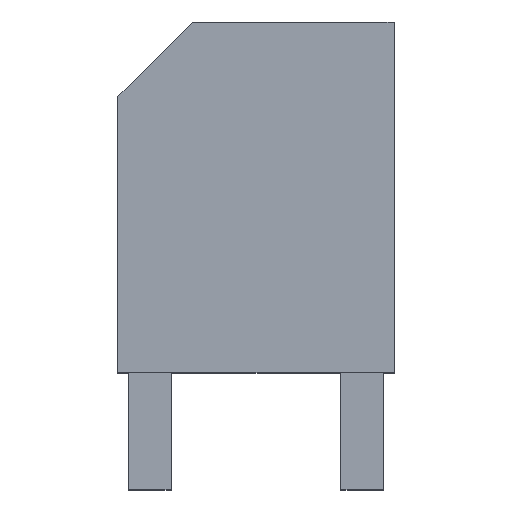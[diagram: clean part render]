
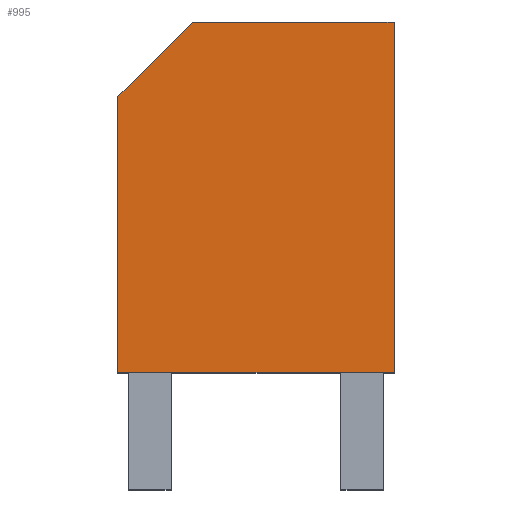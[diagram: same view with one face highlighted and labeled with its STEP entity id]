
A CAD part, top view. The second image highlights one B-rep face of the part: STEP entity #995.
In plain terms, the highlighted planar face has unit normal (0, 0, 1).
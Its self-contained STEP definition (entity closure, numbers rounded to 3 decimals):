
#88 = CARTESIAN_POINT ( 'NONE',  ( 2.6, 3.3, 0.012 ) ) ;
#95 = DIRECTION ( 'NONE',  ( 1., 0., 0. ) ) ;
#125 = CARTESIAN_POINT ( 'NONE',  ( 0., 3.3, 0.012 ) ) ;
#205 = ORIENTED_EDGE ( 'NONE', *, *, #1177, .F. ) ;
#243 = VERTEX_POINT ( 'NONE', #1453 ) ;
#276 = EDGE_LOOP ( 'NONE', ( #1038, #1238, #205, #1014, #375 ) ) ;
#295 = CARTESIAN_POINT ( 'NONE',  ( 2.6, 0., 0.012 ) ) ;
#305 = VECTOR ( 'NONE', #1090, 1000. ) ;
#317 = VERTEX_POINT ( 'NONE', #295 ) ;
#375 = ORIENTED_EDGE ( 'NONE', *, *, #726, .T. ) ;
#412 = DIRECTION ( 'NONE',  ( 1., 0., 0. ) ) ;
#449 = VECTOR ( 'NONE', #412, 1000. ) ;
#457 = CARTESIAN_POINT ( 'NONE',  ( 2.6, 3.3, 0.012 ) ) ;
#520 = EDGE_CURVE ( 'NONE', #1208, #317, #884, .T. ) ;
#567 = VERTEX_POINT ( 'NONE', #636 ) ;
#603 = DIRECTION ( 'NONE',  ( 0., -1., 0. ) ) ;
#608 = CARTESIAN_POINT ( 'NONE',  ( 0., 2.6, 0.012 ) ) ;
#636 = CARTESIAN_POINT ( 'NONE',  ( 0., 2.6, 0.012 ) ) ;
#661 = CARTESIAN_POINT ( 'NONE',  ( 0., 0., 0.012 ) ) ;
#726 = EDGE_CURVE ( 'NONE', #567, #1208, #827, .T. ) ;
#759 = EDGE_CURVE ( 'NONE', #567, #1517, #1200, .T. ) ;
#798 = VECTOR ( 'NONE', #95, 1000. ) ;
#805 = DIRECTION ( 'NONE',  ( 0., 0., -1. ) ) ;
#819 = AXIS2_PLACEMENT_3D ( 'NONE', #88, #805, #1037 ) ;
#827 = LINE ( 'NONE', #125, #1067 ) ;
#884 = LINE ( 'NONE', #1162, #798 ) ;
#995 = ADVANCED_FACE ( 'NONE', ( #1156 ), #1400, .F. ) ;
#1005 = LINE ( 'NONE', #1481, #449 ) ;
#1014 = ORIENTED_EDGE ( 'NONE', *, *, #759, .F. ) ;
#1037 = DIRECTION ( 'NONE',  ( -1., 0., 0. ) ) ;
#1038 = ORIENTED_EDGE ( 'NONE', *, *, #520, .T. ) ;
#1057 = LINE ( 'NONE', #457, #1316 ) ;
#1067 = VECTOR ( 'NONE', #603, 1000. ) ;
#1090 = DIRECTION ( 'NONE',  ( 0.707, 0.707, 0. ) ) ;
#1156 = FACE_OUTER_BOUND ( 'NONE', #276, .T. ) ;
#1162 = CARTESIAN_POINT ( 'NONE',  ( 0., 0., 0.012 ) ) ;
#1177 = EDGE_CURVE ( 'NONE', #1517, #243, #1005, .T. ) ;
#1178 = DIRECTION ( 'NONE',  ( 0., 1., 0. ) ) ;
#1200 = LINE ( 'NONE', #608, #305 ) ;
#1208 = VERTEX_POINT ( 'NONE', #661 ) ;
#1238 = ORIENTED_EDGE ( 'NONE', *, *, #1298, .T. ) ;
#1298 = EDGE_CURVE ( 'NONE', #317, #243, #1057, .T. ) ;
#1316 = VECTOR ( 'NONE', #1178, 1000. ) ;
#1400 = PLANE ( 'NONE',  #819 ) ;
#1412 = CARTESIAN_POINT ( 'NONE',  ( 0.7, 3.3, 0.012 ) ) ;
#1453 = CARTESIAN_POINT ( 'NONE',  ( 2.6, 3.3, 0.012 ) ) ;
#1481 = CARTESIAN_POINT ( 'NONE',  ( 2.6, 3.3, 0.012 ) ) ;
#1517 = VERTEX_POINT ( 'NONE', #1412 ) ;
